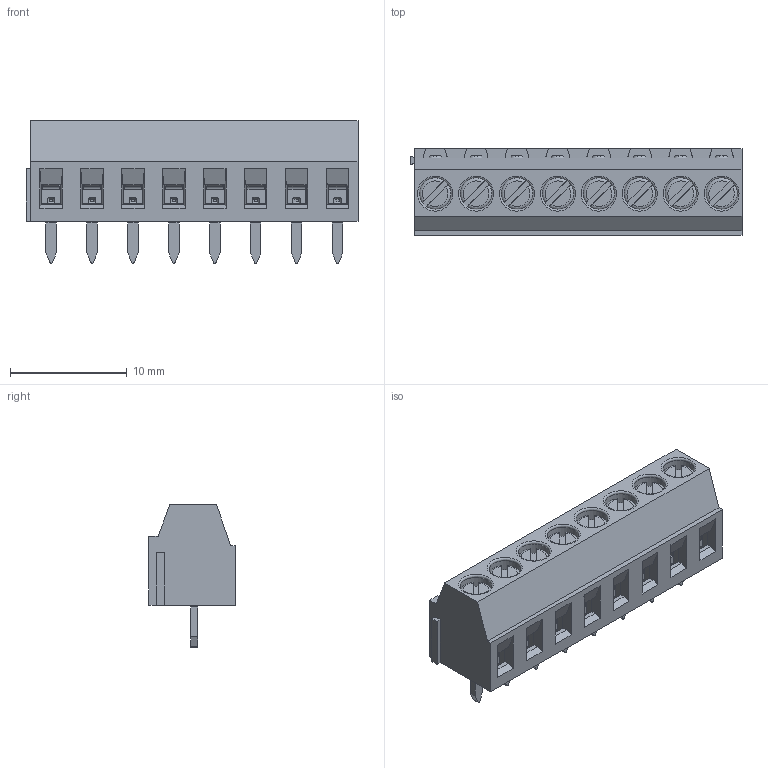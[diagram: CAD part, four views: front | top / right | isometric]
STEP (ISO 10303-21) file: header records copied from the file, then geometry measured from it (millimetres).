
FILE_DESCRIPTION(('STEP AP214'), '1');
FILE_NAME('DG381', '2019-09-29T20:15:51', ('AF'), (''), 'UNSPECIFIED', 'UNSPECIFIED', '');
FILE_SCHEMA(('AUTOMOTIVE_DESIGN { 1 0 10303 214 3 1 1}'));
Length unit declared in the file: millimetre
Assembly tree (24 placements, depth 2):
  (unnamed)
    (unnamed)  x8
    (unnamed)  x8
    (unnamed)  x8
Bounding box: 28.4 x 7.4 x 12.2 mm (x, y, z)
Volume: 1091.7 mm3; surface area: 3433.3 mm2
Topology: 25 solids, 25 shells, 914 faces, 2256 edges, 1392 vertices
Faces by surface type: plane 746, cylinder 104, cone 40, torus 24
Full cylindrical faces by diameter (mm): 1.4 x8, 1.5 x8, 2 x8, 2.2 x8, 2.8 x8, 3 x8
Entity records: 14603 total; most frequent: CARTESIAN_POINT 1967, ORIENTED_EDGE 1858, DIRECTION 1787, EDGE_CURVE 929, LINE 851, VECTOR 851, VERTEX_POINT 600, AXIS2_PLACEMENT_3D 468
